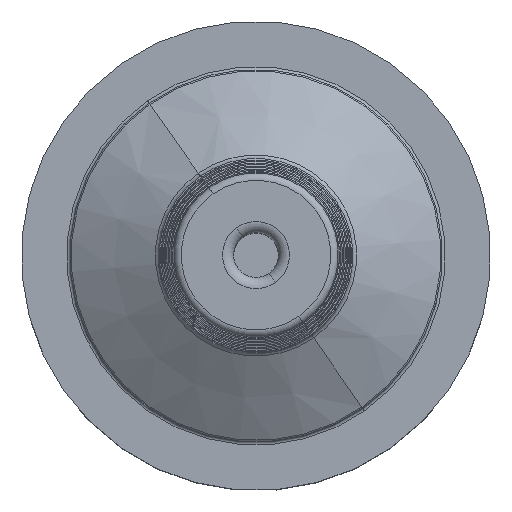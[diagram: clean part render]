
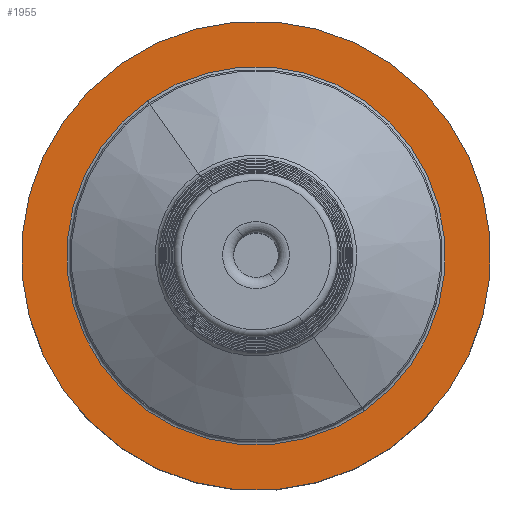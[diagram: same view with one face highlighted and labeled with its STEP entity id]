
A CAD part, top view. The second image highlights one B-rep face of the part: STEP entity #1955.
In plain terms, the highlighted planar face has unit normal (0, 0, 1).
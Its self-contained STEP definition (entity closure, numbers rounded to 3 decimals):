
#256=CARTESIAN_POINT('',(0.,0.,25.95));
#257=DIRECTION('',(0.,0.,-1.));
#258=DIRECTION('',(0.574,-0.819,0.));
#259=AXIS2_PLACEMENT_3D('',#256,#257,#258);
#264=CARTESIAN_POINT('',(0.,0.,25.95));
#265=DIRECTION('',(0.,0.,1.));
#266=DIRECTION('',(0.574,-0.819,0.));
#267=AXIS2_PLACEMENT_3D('',#264,#265,#266);
#272=CARTESIAN_POINT('',(0.,0.,25.95));
#273=DIRECTION('',(0.,0.,1.));
#274=DIRECTION('',(0.574,-0.819,0.));
#275=AXIS2_PLACEMENT_3D('',#272,#273,#274);
#294=CARTESIAN_POINT('',(0.,0.,25.95));
#295=DIRECTION('',(0.,0.,-1.));
#296=DIRECTION('',(0.574,-0.819,0.));
#297=AXIS2_PLACEMENT_3D('',#294,#295,#296);
#1540=CARTESIAN_POINT('',(14.569,-20.806,25.95));
#1541=VERTEX_POINT('',#1540);
#1542=CARTESIAN_POINT('',(18.068,-25.803,25.95));
#1544=VERTEX_POINT('',#1542);
#1648=CARTESIAN_POINT('',(-14.569,20.806,25.95));
#1649=VERTEX_POINT('',#1648);
#1650=CARTESIAN_POINT('',(-18.068,25.803,25.95));
#1652=VERTEX_POINT('',#1650);
#1940=CARTESIAN_POINT('',(0.,0.,25.95));
#1941=DIRECTION('',(0.,0.,1.));
#1942=DIRECTION('',(-0.574,0.819,0.));
#1943=AXIS2_PLACEMENT_3D('',#1940,#1941,#1942);
#1944=PLANE('',#1943);
#1946=ORIENTED_EDGE('',*,*,#1945,.F.);
#1948=ORIENTED_EDGE('',*,*,#1947,.T.);
#1949=EDGE_LOOP('',(#1946,#1948));
#1950=FACE_OUTER_BOUND('',#1949,.F.);
#1951=ORIENTED_EDGE('',*,*,#1933,.F.);
#1952=ORIENTED_EDGE('',*,*,#1922,.T.);
#1953=EDGE_LOOP('',(#1951,#1952));
#1954=FACE_BOUND('',#1953,.F.);
#1955=ADVANCED_FACE('',(#1950,#1954),#1944,.T.);
#260=CIRCLE('',#259,25.4);
#268=CIRCLE('',#267,25.4);
#276=CIRCLE('',#275,31.5);
#298=CIRCLE('',#297,31.5);
#1922=EDGE_CURVE('',#1541,#1649,#268,.T.);
#1933=EDGE_CURVE('',#1541,#1649,#260,.T.);
#1945=EDGE_CURVE('',#1544,#1652,#276,.T.);
#1947=EDGE_CURVE('',#1544,#1652,#298,.T.);
